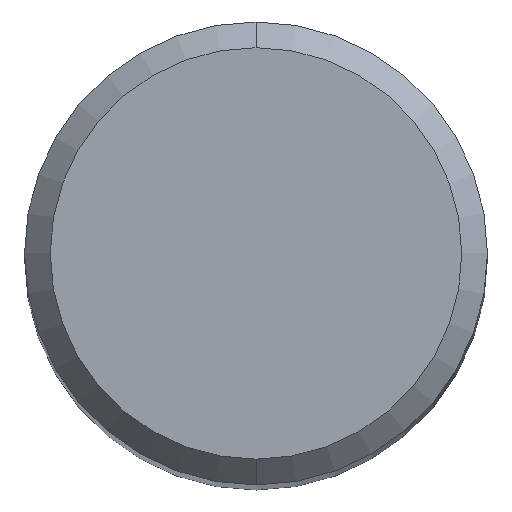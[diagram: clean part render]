
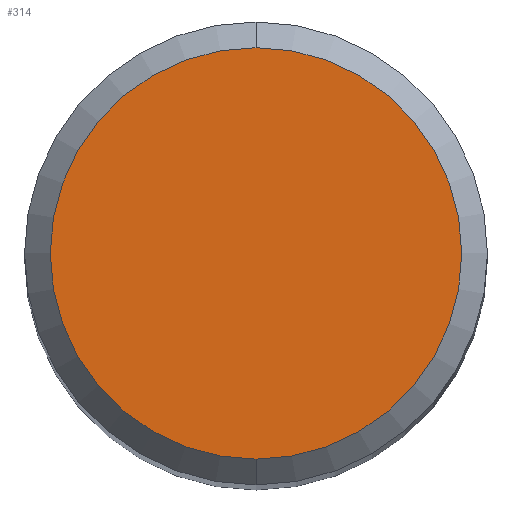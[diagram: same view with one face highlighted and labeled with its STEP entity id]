
A CAD part, top view. The second image highlights one B-rep face of the part: STEP entity #314.
In plain terms, the highlighted planar face has unit normal (0, 0, 1).
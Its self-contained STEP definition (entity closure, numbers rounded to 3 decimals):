
#254=VERTEX_POINT('',#567);
#294=EDGE_CURVE('',#386,#254,#611,.T.);
#314=ADVANCED_FACE('',(#633),#634,.T.);
#324=EDGE_CURVE('',#254,#386,#645,.T.);
#386=VERTEX_POINT('',#712);
#567=CARTESIAN_POINT('',(0.,-4.0,0.0));
#611=CIRCLE('',#1079,4.0);
#633=FACE_OUTER_BOUND('',#1119,.T.);
#634=PLANE('',#1120);
#645=CIRCLE('',#1136,4.0);
#712=CARTESIAN_POINT('',(0.0,4.0,0.0));
#1079=AXIS2_PLACEMENT_3D('',#1625,#1626,#1627);
#1119=EDGE_LOOP('',(#1652,#1653));
#1120=AXIS2_PLACEMENT_3D('',#1654,#1655,#1656);
#1136=AXIS2_PLACEMENT_3D('',#1668,#1669,#1670);
#1625=CARTESIAN_POINT('',(0.0,0.0,0.0));
#1626=DIRECTION('',(0.0,0.0,-1.0));
#1627=DIRECTION('',(0.0,1.0,0.0));
#1652=ORIENTED_EDGE('',*,*,#294,.F.);
#1653=ORIENTED_EDGE('',*,*,#324,.F.);
#1654=CARTESIAN_POINT('',(0.0,2.0,0.0));
#1655=DIRECTION('',(-0.0,0.0,1.0));
#1656=DIRECTION('',(0.0,-1.0,0.0));
#1668=CARTESIAN_POINT('',(0.0,0.0,0.0));
#1669=DIRECTION('',(0.0,0.0,-1.0));
#1670=DIRECTION('',(0.0,1.0,0.0));
